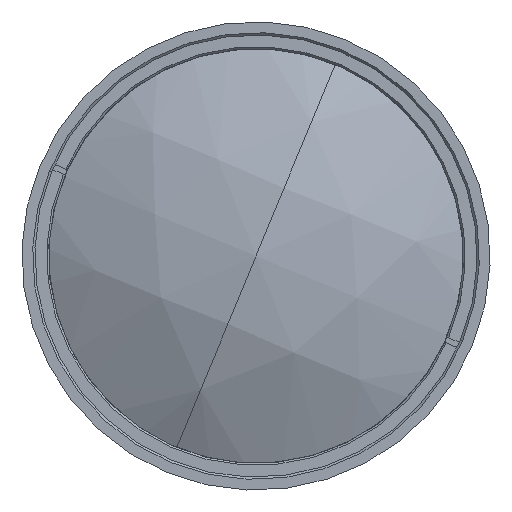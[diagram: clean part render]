
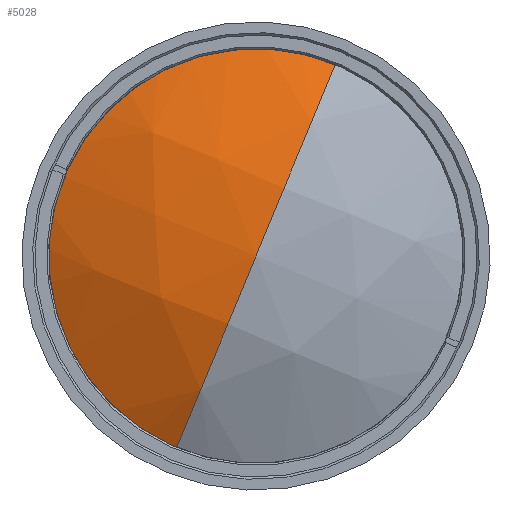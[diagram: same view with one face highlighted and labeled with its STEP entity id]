
A CAD part, left-side view. The second image highlights one B-rep face of the part: STEP entity #5028.
In plain terms, the highlighted free-form (B-spline) face has degree [3, 3] with [4, 4] control points.
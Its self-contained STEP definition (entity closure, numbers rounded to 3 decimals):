
#711 = CARTESIAN_POINT ( 'NONE',  ( -280.342, 22.004, -53.258 ) ) ;
#1967 = EDGE_CURVE ( 'NONE', #19859, #20441, #3227, .T. ) ;
#2142 = CARTESIAN_POINT ( 'NONE',  ( -280.688, 0., 0. ) ) ;
#2422 = ORIENTED_EDGE ( 'NONE', *, *, #17476, .T. ) ;
#2424 = CARTESIAN_POINT ( 'NONE',  ( -267.405, 68.259, -34.147 ) ) ;
#3182 = CIRCLE ( 'NONE', #21588, 118.259 ) ;
#3227 = CIRCLE ( 'NONE', #10671, 57. ) ;
#3907 = DIRECTION ( 'NONE',  ( -1., 0., 0. ) ) ;
#4301 = CARTESIAN_POINT ( 'NONE',  ( -295.511, 30.352, 35.241 ) ) ;
#4418 = CARTESIAN_POINT ( 'NONE',  ( -300.789, 8.012, -19.391 ) ) ;
#5028 = ADVANCED_FACE ( 'NONE', ( #23096 ), #21617, .T. ) ;
#5877 = DIRECTION ( 'NONE',  ( 0., -0.924, -0.382 ) ) ;
#6018 = CARTESIAN_POINT ( 'NONE',  ( -275.936, 54.027, -40.027 ) ) ;
#7339 = CIRCLE ( 'NONE', #14788, 57. ) ;
#7634 = CARTESIAN_POINT ( 'NONE',  ( -280.688, 21.765, -52.681 ) ) ;
#7737 = CARTESIAN_POINT ( 'NONE',  ( -300.789, 11.481, 27.444 ) ) ;
#7969 = CARTESIAN_POINT ( 'NONE',  ( -285.29, 63.426, 3.504 ) ) ;
#8346 = VERTEX_POINT ( 'NONE', #7634 ) ;
#9554 = CARTESIAN_POINT ( 'NONE',  ( -280.342, -5.733, 59.98 ) ) ;
#10097 = DIRECTION ( 'NONE',  ( -1., 0., 0. ) ) ;
#10274 = DIRECTION ( 'NONE',  ( 0., 0.382, -0.924 ) ) ;
#10671 = AXIS2_PLACEMENT_3D ( 'NONE', #2142, #3907, #5877 ) ;
#11756 = CARTESIAN_POINT ( 'NONE',  ( -285.29, 47.402, 42.286 ) ) ;
#13254 = CARTESIAN_POINT ( 'NONE',  ( -275.936, 10.02, 66.488 ) ) ;
#13607 = CARTESIAN_POINT ( 'NONE',  ( -280.342, 38.274, -46.535 ) ) ;
#14788 = AXIS2_PLACEMENT_3D ( 'NONE', #15847, #10097, #19447 ) ;
#15785 = DIRECTION ( 'NONE',  ( 0., 0.924, 0.382 ) ) ;
#15847 = CARTESIAN_POINT ( 'NONE',  ( -280.688, 0., 0. ) ) ;
#17292 = CARTESIAN_POINT ( 'NONE',  ( -300.789, 27.504, -11.338 ) ) ;
#17410 = CARTESIAN_POINT ( 'NONE',  ( -280.342, -22.004, 53.258 ) ) ;
#17476 = EDGE_CURVE ( 'NONE', #20441, #8346, #7339, .T. ) ;
#17543 = CARTESIAN_POINT ( 'NONE',  ( -300.789, -8.012, 19.391 ) ) ;
#18127 = CARTESIAN_POINT ( 'NONE',  ( -177.073, 0., 0. ) ) ;
#18896 = CARTESIAN_POINT ( 'NONE',  ( -295.511, 46.376, -3.541 ) ) ;
#19447 = DIRECTION ( 'NONE',  ( 0., -0.924, -0.382 ) ) ;
#19802 = CARTESIAN_POINT ( 'NONE',  ( -280.688, 52.681, 21.765 ) ) ;
#19816 = ORIENTED_EDGE ( 'NONE', *, *, #1967, .T. ) ;
#19859 = VERTEX_POINT ( 'NONE', #20710 ) ;
#20441 = VERTEX_POINT ( 'NONE', #19802 ) ;
#20710 = CARTESIAN_POINT ( 'NONE',  ( -280.688, -21.765, 52.681 ) ) ;
#21588 = AXIS2_PLACEMENT_3D ( 'NONE', #18127, #15785, #10274 ) ;
#21617 =( BOUNDED_SURFACE ( )  B_SPLINE_SURFACE ( 3, 3, ( 
 ( #711, #13607, #6018, #2424 ),
 ( #4418, #17292, #18896, #7969 ),
 ( #17543, #7737, #4301, #11756 ),
 ( #17410, #9554, #13254, #22962 ) ),
 .UNSPECIFIED., .F., .F., .F. ) 
 B_SPLINE_SURFACE_WITH_KNOTS ( ( 4, 4 ),
 ( 4, 4 ),
 ( 0., 1. ),
 ( 0., 1. ),
 .UNSPECIFIED. ) 
 GEOMETRIC_REPRESENTATION_ITEM ( )  RATIONAL_B_SPLINE_SURFACE ( (
 ( 1., 0.979, 0.979, 1.),
 ( 0.916, 0.896, 0.896, 0.916),
 ( 0.916, 0.896, 0.896, 0.916),
 ( 1., 0.979, 0.979, 1.) ) ) 
 REPRESENTATION_ITEM ( '' )  SURFACE ( )  );
#21853 = ORIENTED_EDGE ( 'NONE', *, *, #24105, .T. ) ;
#22962 = CARTESIAN_POINT ( 'NONE',  ( -267.405, 24.252, 72.369 ) ) ;
#23096 = FACE_OUTER_BOUND ( 'NONE', #23195, .T. ) ;
#23195 = EDGE_LOOP ( 'NONE', ( #2422, #21853, #19816 ) ) ;
#24105 = EDGE_CURVE ( 'NONE', #8346, #19859, #3182, .T. ) ;
